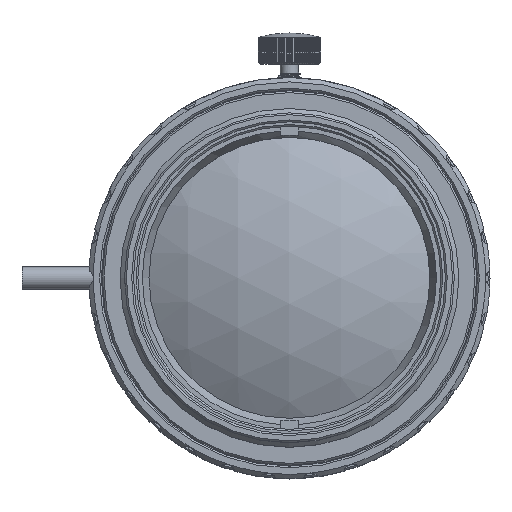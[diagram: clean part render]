
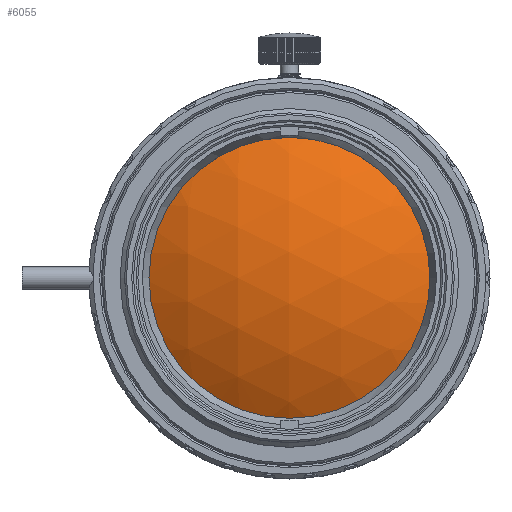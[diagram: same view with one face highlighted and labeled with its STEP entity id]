
A CAD part, top view. The second image highlights one B-rep face of the part: STEP entity #6055.
In plain terms, the highlighted spherical face has radius 31.285 mm.
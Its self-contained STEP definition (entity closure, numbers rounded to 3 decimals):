
#1607=SPHERICAL_SURFACE('',#20004,31.285);
#2418=FACE_OUTER_BOUND('',#8692,.T.);
#6055=ADVANCED_FACE('',(#2418),#1607,.T.);
#6978=CIRCLE('',#20003,16.5);
#8692=EDGE_LOOP('',(#12166));
#12166=ORIENTED_EDGE('',*,*,#17297,.T.);
#15107=VERTEX_POINT('',#35907);
#17297=EDGE_CURVE('',#15107,#15107,#6978,.T.);
#20003=AXIS2_PLACEMENT_3D('',#35906,#23295,#23296);
#20004=AXIS2_PLACEMENT_3D('',#35908,#23297,#23298);
#23295=DIRECTION('',(0.,0.,1.));
#23296=DIRECTION('',(-1.,0.,0.));
#23297=DIRECTION('',(-1.,0.,0.));
#23298=DIRECTION('',(0.,-1.,0.));
#35906=CARTESIAN_POINT('',(0.,0.,44.536));
#35907=CARTESIAN_POINT('',(-16.5,0.,44.536));
#35908=CARTESIAN_POINT('',(0.,0.,17.955));
